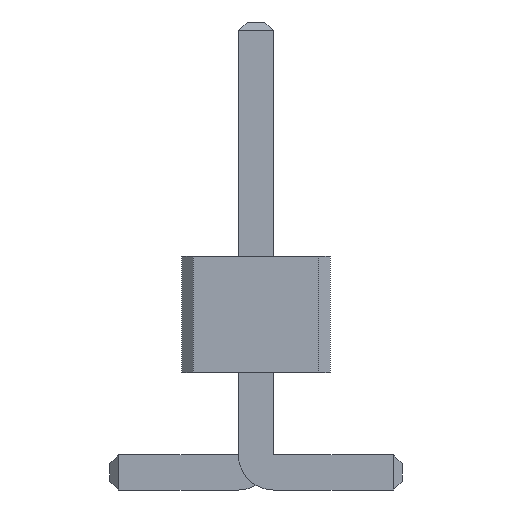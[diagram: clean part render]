
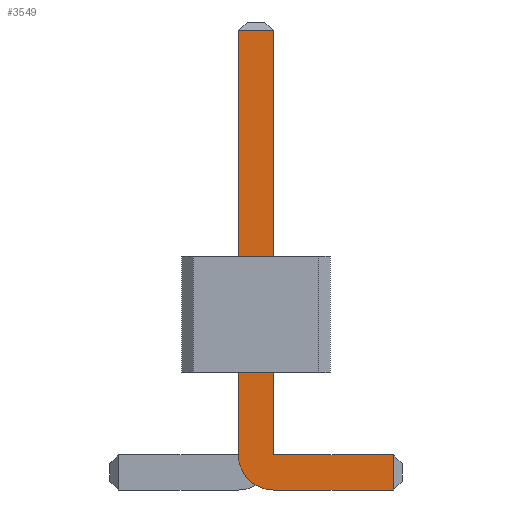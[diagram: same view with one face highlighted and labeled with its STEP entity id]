
A CAD part, front view. The second image highlights one B-rep face of the part: STEP entity #3549.
In plain terms, the highlighted planar face has unit normal (0, -1, 0).
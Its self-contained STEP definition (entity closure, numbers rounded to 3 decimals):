
#67=DIRECTION('',(1.,0.,0.));
#1580=VECTOR('',#67,1.);
#1633=DIRECTION('',(-1.,0.,0.));
#3143=VECTOR('',#1633,1.);
#3358=DIRECTION('',(-0.,1.,0.));
#3359=DIRECTION('',(0.,0.,-1.));
#3366=VECTOR('',#3367,1.);
#3367=DIRECTION('',(0.,0.,1.));
#3378=VECTOR('',#3359,1.);
#3390=DIRECTION('',(0.,1.,0.));
#3391=DIRECTION('',(1.,0.,0.));
#3398=VERTEX_POINT('',#3399);
#3399=CARTESIAN_POINT('',(1.175,-13.15,0.));
#3402=ORIENTED_EDGE('',*,*,#3403,.T.);
#3403=EDGE_CURVE('',#3398,#3404,#3406,.T.);
#3404=VERTEX_POINT('',#3405);
#3405=CARTESIAN_POINT('',(0.15,-13.15,0.));
#3406=LINE('',#3407,#3143);
#3407=CARTESIAN_POINT('',(1.25,-13.15,0.));
#3444=VERTEX_POINT('',#3445);
#3445=CARTESIAN_POINT('',(-0.15,-13.15,0.3));
#3448=EDGE_CURVE('',#3404,#3444,#3449,.T.);
#3449=CIRCLE('',#3450,0.3);
#3450=AXIS2_PLACEMENT_3D('',#3451,#3358,#3359);
#3451=CARTESIAN_POINT('',(0.15,-13.15,0.3));
#3460=VERTEX_POINT('',#3451);
#3462=ORIENTED_EDGE('',*,*,#3463,.T.);
#3463=EDGE_CURVE('',#3460,#3464,#3466,.T.);
#3464=VERTEX_POINT('',#3465);
#3465=CARTESIAN_POINT('',(1.175,-13.15,0.3));
#3466=LINE('',#3451,#1580);
#3476=ORIENTED_EDGE('',*,*,#3477,.T.);
#3477=EDGE_CURVE('',#3444,#3478,#3480,.T.);
#3478=VERTEX_POINT('',#3479);
#3479=CARTESIAN_POINT('',(-0.15,-13.15,3.925));
#3480=LINE('',#3481,#3366);
#3481=CARTESIAN_POINT('',(-0.15,-13.15,0.));
#3494=VERTEX_POINT('',#3495);
#3495=CARTESIAN_POINT('',(0.15,-13.15,3.925));
#3497=ORIENTED_EDGE('',*,*,#3498,.T.);
#3498=EDGE_CURVE('',#3494,#3460,#3499,.T.);
#3499=LINE('',#3500,#3378);
#3500=CARTESIAN_POINT('',(0.15,-13.15,4.));
#3549=ADVANCED_FACE('',(#3550),#3559,.F.);
#3550=FACE_BOUND('',#3551,.F.);
#3551=EDGE_LOOP('',(#3402,#3552,#3476,#3553,#3497,#3462,#3556));
#3552=ORIENTED_EDGE('',*,*,#3448,.T.);
#3553=ORIENTED_EDGE('',*,*,#3554,.T.);
#3554=EDGE_CURVE('',#3478,#3494,#3555,.T.);
#3555=LINE('',#3479,#1580);
#3556=ORIENTED_EDGE('',*,*,#3557,.T.);
#3557=EDGE_CURVE('',#3464,#3398,#3558,.T.);
#3558=LINE('',#3465,#3378);
#3559=PLANE('',#3560);
#3560=AXIS2_PLACEMENT_3D('',#3561,#3390,#3391);
#3561=CARTESIAN_POINT('',(0.173,-13.15,1.623));
